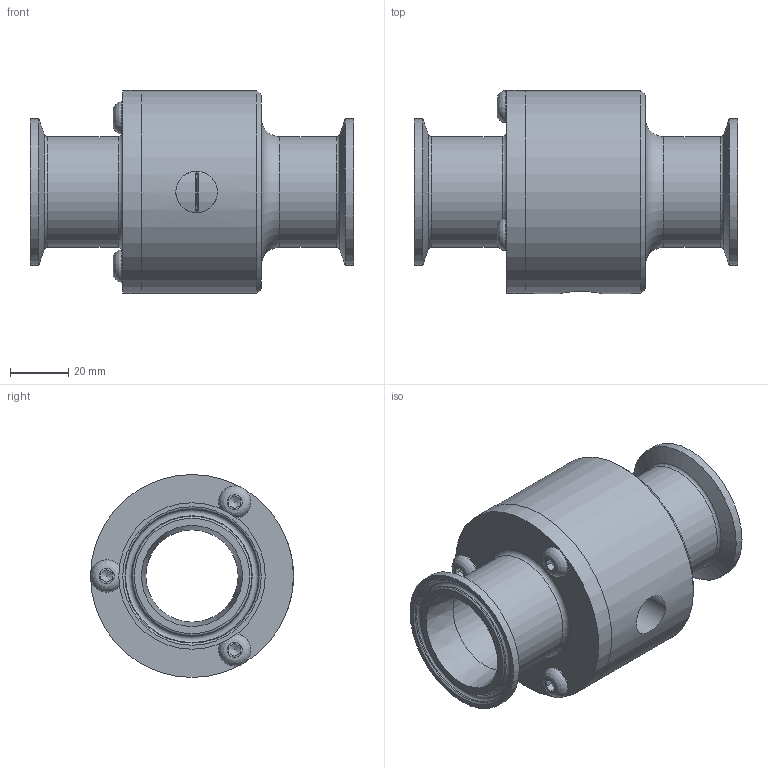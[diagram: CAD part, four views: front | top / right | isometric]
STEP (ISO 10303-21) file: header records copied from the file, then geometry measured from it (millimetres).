
FILE_DESCRIPTION(/* description */ (''),/* implementation_level */ '2;1');
FILE_NAME(/* name */ '161150-316.stp',/* time_stamp */ '2017-03-03T11:43:59-05:00',/* author */ ('dave woerner'),/* organization */ (''),/* preprocessor_version */ 'ST-DEVELOPER v16.5',/* originating_system */ 'Autodesk Inventor 2017',/* authorisation */ '');
FILE_SCHEMA (('AUTOMOTIVE_DESIGN { 1 0 10303 214 3 1 1 }'));
Length unit declared in the file: inch
Products named in the file (5): 161150-316; 901785-316; 901784; 6837; ANSI B18.3 - 1/4 - 20 x 3/4
Assembly tree (6 placements, depth 2):
  161150-316
    901785-316
    901784
    6837
    ANSI B18.3 - 1/4 - 20 x 3/4  x3
Bounding box: 111.14 x 69.85 x 69.85 mm (x, y, z)
Volume: 147704.2 mm3; surface area: 60703 mm2
Topology: 6 solids, 6 shells, 116 faces, 240 edges, 149 vertices
Faces by surface type: plane 43, cylinder 30, cone 25, torus 15, bspline 3
Full cylindrical faces by diameter (mm): 5.105 x3, 6.35 x3, 7.144 x3, 11.1 x3, 14.287 x1, 31.75 x2, 34.798 x1, 38.1 x4, 41.275 x2, 48.057 x2, 48.108 x1, 48.26 x1, 50.394 x2, 69.85 x2
Entity records: 2121 total; most frequent: CARTESIAN_POINT 406, DIRECTION 368, ORIENTED_EDGE 208, AXIS2_PLACEMENT_3D 178, EDGE_LOOP 171, EDGE_CURVE 104, VERTEX_POINT 97, FACE_OUTER_BOUND 86
